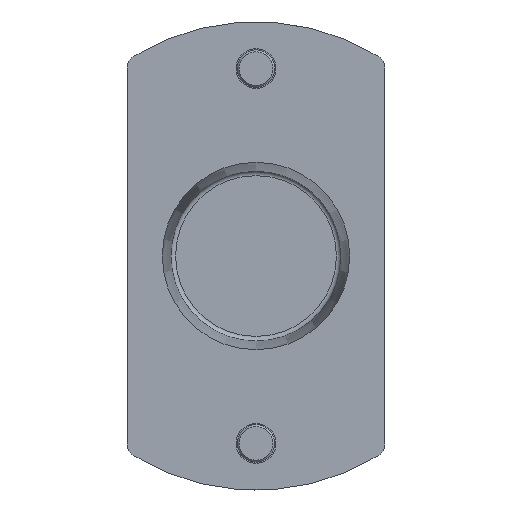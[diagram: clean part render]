
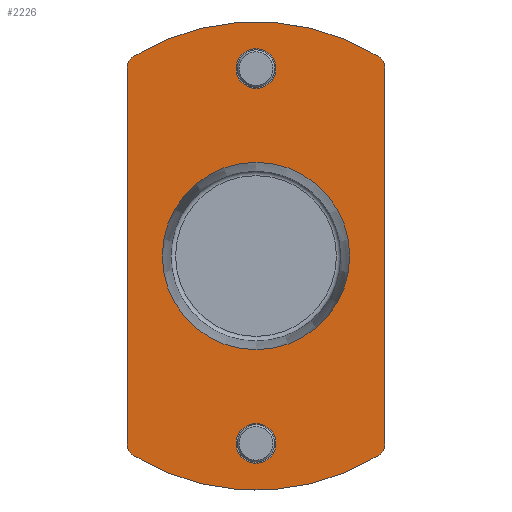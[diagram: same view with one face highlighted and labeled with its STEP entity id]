
A CAD part, front view. The second image highlights one B-rep face of the part: STEP entity #2226.
In plain terms, the highlighted planar face has unit normal (0, -1, 0).
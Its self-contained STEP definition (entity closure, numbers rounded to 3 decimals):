
#49=PLANE('',#2441);
#139=FACE_BOUND('',#701,.T.);
#140=FACE_BOUND('',#702,.T.);
#141=FACE_BOUND('',#703,.T.);
#196=LINE('',#3995,#351);
#197=LINE('',#4000,#352);
#351=VECTOR('',#2808,1000.);
#352=VECTOR('',#2813,1000.);
#546=FACE_OUTER_BOUND('',#700,.T.);
#700=EDGE_LOOP('',(#1620,#1621,#1622,#1623,#1624,#1625,#1626,#1627));
#701=EDGE_LOOP('',(#1628));
#702=EDGE_LOOP('',(#1629));
#703=EDGE_LOOP('',(#1630));
#860=CIRCLE('',#2404,4.25);
#862=CIRCLE('',#2407,4.25);
#873=CIRCLE('',#2424,20.);
#883=CIRCLE('',#2437,50.);
#886=CIRCLE('',#2442,3.);
#887=CIRCLE('',#2443,3.);
#888=CIRCLE('',#2444,3.);
#889=CIRCLE('',#2445,50.);
#890=CIRCLE('',#2446,3.);
#1010=VERTEX_POINT('',#3666);
#1012=VERTEX_POINT('',#3672);
#1025=VERTEX_POINT('',#3775);
#1036=VERTEX_POINT('',#3982);
#1037=VERTEX_POINT('',#3984);
#1039=VERTEX_POINT('',#3993);
#1040=VERTEX_POINT('',#3994);
#1041=VERTEX_POINT('',#3997);
#1042=VERTEX_POINT('',#3999);
#1043=VERTEX_POINT('',#4001);
#1044=VERTEX_POINT('',#4003);
#1221=EDGE_CURVE('',#1010,#1010,#860,.T.);
#1224=EDGE_CURVE('',#1012,#1012,#862,.T.);
#1242=EDGE_CURVE('',#1025,#1025,#873,.T.);
#1255=EDGE_CURVE('',#1037,#1036,#883,.T.);
#1260=EDGE_CURVE('',#1039,#1040,#196,.T.);
#1261=EDGE_CURVE('',#1039,#1037,#886,.T.);
#1262=EDGE_CURVE('',#1036,#1041,#887,.T.);
#1263=EDGE_CURVE('',#1042,#1041,#197,.T.);
#1264=EDGE_CURVE('',#1042,#1043,#888,.T.);
#1265=EDGE_CURVE('',#1043,#1044,#889,.T.);
#1266=EDGE_CURVE('',#1044,#1040,#890,.T.);
#1620=ORIENTED_EDGE('',*,*,#1260,.F.);
#1621=ORIENTED_EDGE('',*,*,#1261,.T.);
#1622=ORIENTED_EDGE('',*,*,#1255,.T.);
#1623=ORIENTED_EDGE('',*,*,#1262,.T.);
#1624=ORIENTED_EDGE('',*,*,#1263,.F.);
#1625=ORIENTED_EDGE('',*,*,#1264,.T.);
#1626=ORIENTED_EDGE('',*,*,#1265,.T.);
#1627=ORIENTED_EDGE('',*,*,#1266,.T.);
#1628=ORIENTED_EDGE('',*,*,#1221,.T.);
#1629=ORIENTED_EDGE('',*,*,#1224,.T.);
#1630=ORIENTED_EDGE('',*,*,#1242,.F.);
#2226=ADVANCED_FACE('',(#546,#139,#140,#141),#49,.T.);
#2404=AXIS2_PLACEMENT_3D('',#3668,#2723,#2724);
#2407=AXIS2_PLACEMENT_3D('',#3674,#2730,#2731);
#2424=AXIS2_PLACEMENT_3D('',#3777,#2769,#2770);
#2437=AXIS2_PLACEMENT_3D('',#3985,#2796,#2797);
#2441=AXIS2_PLACEMENT_3D('',#3992,#2806,#2807);
#2442=AXIS2_PLACEMENT_3D('',#3996,#2809,#2810);
#2443=AXIS2_PLACEMENT_3D('',#3998,#2811,#2812);
#2444=AXIS2_PLACEMENT_3D('',#4002,#2814,#2815);
#2445=AXIS2_PLACEMENT_3D('',#4004,#2816,#2817);
#2446=AXIS2_PLACEMENT_3D('',#4005,#2818,#2819);
#2723=DIRECTION('center_axis',(0.,1.,0.));
#2724=DIRECTION('ref_axis',(0.,0.,1.));
#2730=DIRECTION('center_axis',(0.,1.,0.));
#2731=DIRECTION('ref_axis',(0.,0.,1.));
#2769=DIRECTION('center_axis',(0.,-1.,0.));
#2770=DIRECTION('ref_axis',(0.,0.,-1.));
#2796=DIRECTION('center_axis',(0.,-1.,0.));
#2797=DIRECTION('ref_axis',(0.,0.,-1.));
#2806=DIRECTION('center_axis',(0.,-1.,0.));
#2807=DIRECTION('ref_axis',(0.,0.,-1.));
#2808=DIRECTION('',(0.,0.,1.));
#2809=DIRECTION('center_axis',(0.,-1.,0.));
#2810=DIRECTION('ref_axis',(0.,0.,-1.));
#2811=DIRECTION('center_axis',(0.,-1.,0.));
#2812=DIRECTION('ref_axis',(0.,0.,-1.));
#2813=DIRECTION('',(0.,0.,-1.));
#2814=DIRECTION('center_axis',(0.,-1.,0.));
#2815=DIRECTION('ref_axis',(0.,0.,-1.));
#2816=DIRECTION('center_axis',(0.,-1.,0.));
#2817=DIRECTION('ref_axis',(0.,0.,-1.));
#2818=DIRECTION('center_axis',(0.,-1.,0.));
#2819=DIRECTION('ref_axis',(0.,0.,-1.));
#3666=CARTESIAN_POINT('',(-3.984,-48.916,50.711));
#3668=CARTESIAN_POINT('Origin',(-3.984,-48.916,46.461));
#3672=CARTESIAN_POINT('',(-3.984,-48.916,-29.289));
#3674=CARTESIAN_POINT('Origin',(-3.984,-48.916,-33.539));
#3775=CARTESIAN_POINT('',(-3.984,-48.916,26.461));
#3777=CARTESIAN_POINT('Origin',(-3.984,-48.916,6.461));
#3982=CARTESIAN_POINT('',(22.08,-48.916,-36.208));
#3984=CARTESIAN_POINT('',(-30.048,-48.916,-36.208));
#3985=CARTESIAN_POINT('Origin',(-3.984,-48.916,6.461));
#3992=CARTESIAN_POINT('Origin',(-3.984,-48.916,6.461));
#3993=CARTESIAN_POINT('',(-31.484,-48.916,-33.648));
#3994=CARTESIAN_POINT('',(-31.484,-48.916,46.57));
#3995=CARTESIAN_POINT('',(-31.484,-48.916,-48.539));
#3996=CARTESIAN_POINT('Origin',(-28.484,-48.916,-33.648));
#3997=CARTESIAN_POINT('',(23.516,-48.916,-33.648));
#3998=CARTESIAN_POINT('Origin',(20.516,-48.916,-33.648));
#3999=CARTESIAN_POINT('',(23.516,-48.916,46.57));
#4000=CARTESIAN_POINT('',(23.516,-48.916,-48.539));
#4001=CARTESIAN_POINT('',(22.08,-48.916,49.13));
#4002=CARTESIAN_POINT('Origin',(20.516,-48.916,46.57));
#4003=CARTESIAN_POINT('',(-30.048,-48.916,49.13));
#4004=CARTESIAN_POINT('Origin',(-3.984,-48.916,6.461));
#4005=CARTESIAN_POINT('Origin',(-28.484,-48.916,46.57));
